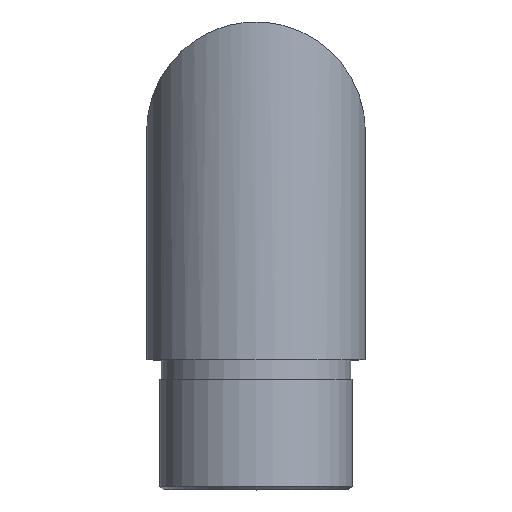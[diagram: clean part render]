
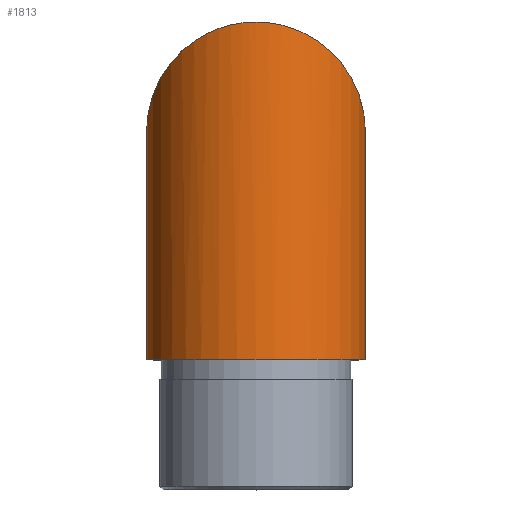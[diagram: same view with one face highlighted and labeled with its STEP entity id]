
A CAD part, top view. The second image highlights one B-rep face of the part: STEP entity #1813.
In plain terms, the highlighted cylindrical face has radius 16.85 mm (diameter 33.7 mm), a full revolution.
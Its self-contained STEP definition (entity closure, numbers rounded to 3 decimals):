
#92 = DIRECTION ( 'NONE',  ( 0., 1., 0. ) ) ;
#336 = FACE_OUTER_BOUND ( 'NONE', #8915, .T. ) ;
#942 = DIRECTION ( 'NONE',  ( 0., -1., 0. ) ) ;
#1014 = CARTESIAN_POINT ( 'NONE',  ( 0., 18.3, -16.85 ) ) ;
#1682 = EDGE_CURVE ( 'NONE', #10142, #10142, #9249, .T. ) ;
#1797 = CARTESIAN_POINT ( 'NONE',  ( 0., 18.3, -16.85 ) ) ;
#1813 = ADVANCED_FACE ( 'NONE', ( #4456, #336 ), #8703, .T. ) ;
#1999 = DIRECTION ( 'NONE',  ( 0., 0., -1. ) ) ;
#2552 = EDGE_LOOP ( 'NONE', ( #4884 ) ) ;
#3449 = CARTESIAN_POINT ( 'NONE',  ( -33.7, 52., 16.85 ) ) ;
#3564 = ORIENTED_EDGE ( 'NONE', *, *, #1682, .F. ) ;
#4208 = CARTESIAN_POINT ( 'NONE',  ( 0., 52., 16.85 ) ) ;
#4456 = FACE_OUTER_BOUND ( 'NONE', #2552, .T. ) ;
#4578 = VERTEX_POINT ( 'NONE', #5632 ) ;
#4884 = ORIENTED_EDGE ( 'NONE', *, *, #6385, .T. ) ;
#5061 = CARTESIAN_POINT ( 'NONE',  ( -33.7, 18.3, -16.85 ) ) ;
#5632 = CARTESIAN_POINT ( 'NONE',  ( 0., 0., 16.85 ) ) ;
#5818 = CARTESIAN_POINT ( 'NONE',  ( 0., 82.809, 0. ) ) ;
#5836 = DIRECTION ( 'NONE',  ( 0., 0., 1. ) ) ;
#5845 = CARTESIAN_POINT ( 'NONE',  ( 33.7, 18.3, -16.85 ) ) ;
#6385 = EDGE_CURVE ( 'NONE', #4578, #4578, #10576, .T. ) ;
#6536 = CARTESIAN_POINT ( 'NONE',  ( 0., 18.3, -16.85 ) ) ;
#6803 = CARTESIAN_POINT ( 'NONE',  ( 0., 0., 0. ) ) ;
#7854 = AXIS2_PLACEMENT_3D ( 'NONE', #5818, #942, #1999 ) ;
#8703 = CYLINDRICAL_SURFACE ( 'NONE', #7854, 16.85 ) ;
#8915 = EDGE_LOOP ( 'NONE', ( #3564 ) ) ;
#9249 =( BOUNDED_CURVE ( )  B_SPLINE_CURVE ( 3, ( #1797, #5061, #3449, #4208, #10031, #5845, #1014 ),
 .UNSPECIFIED., .T., .T. ) 
 B_SPLINE_CURVE_WITH_KNOTS ( ( 4, 3, 4 ),
 ( 0., 3.142, 6.283 ),
 .UNSPECIFIED. ) 
 CURVE ( )  GEOMETRIC_REPRESENTATION_ITEM ( )  RATIONAL_B_SPLINE_CURVE ( ( 1., 0.333, 0.333, 1., 0.333, 0.333, 1. ) ) 
 REPRESENTATION_ITEM ( '' )  );
#9680 = AXIS2_PLACEMENT_3D ( 'NONE', #6803, #92, #5836 ) ;
#10031 = CARTESIAN_POINT ( 'NONE',  ( 33.7, 52., 16.85 ) ) ;
#10142 = VERTEX_POINT ( 'NONE', #6536 ) ;
#10576 = CIRCLE ( 'NONE', #9680, 16.85 ) ;
